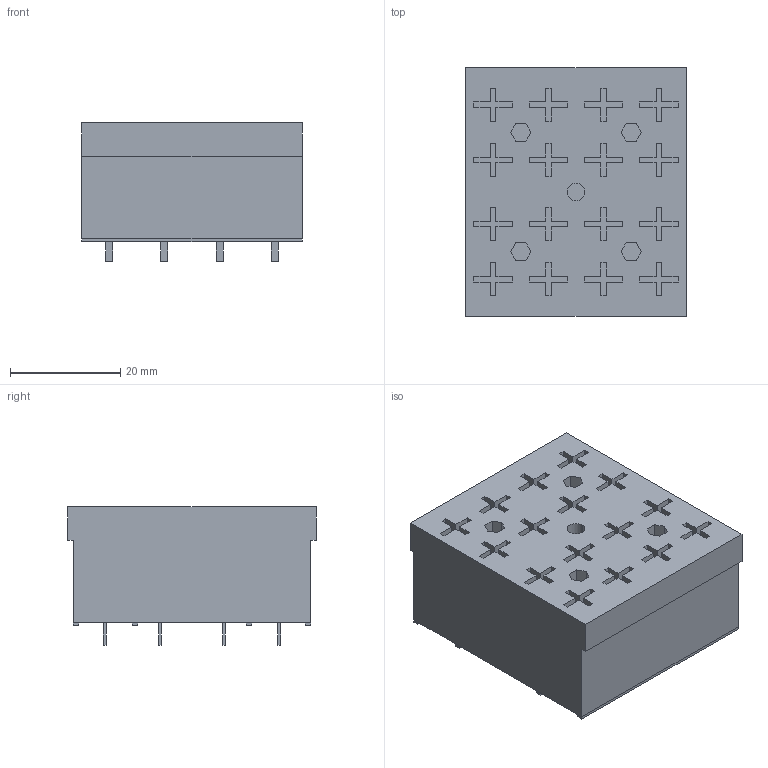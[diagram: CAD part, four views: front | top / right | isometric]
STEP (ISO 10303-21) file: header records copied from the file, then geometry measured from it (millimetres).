
FILE_DESCRIPTION((''),'2;1');
FILE_NAME('RELS_ENERDIS_65F-P01400153A.stp','2013-11-18T11:23:55',(''),(''),'Mechanical Desktop 2011','Mechanical Desktop 2011',', , ');
FILE_SCHEMA(('AUTOMOTIVE_DESIGN { 1 2 10303 214 1 1 1 1 }'));
Length unit declared in the file: millimetre
Products named in the file (1): Product
Bounding box: 40 x 45 x 25 mm (x, y, z)
Volume: 35269.9 mm3; surface area: 10438.7 mm2
Topology: 23 solids, 23 shells, 381 faces, 942 edges, 628 vertices
Faces by surface type: plane 274, bspline 105, cylinder 2
Entity records: 11063 total; most frequent: CARTESIAN_POINT 2267, ORIENTED_EDGE 1884, DIRECTION 1500, EDGE_CURVE 942, VECTOR 938, LINE 938, VERTEX_POINT 628, EDGE_LOOP 402
